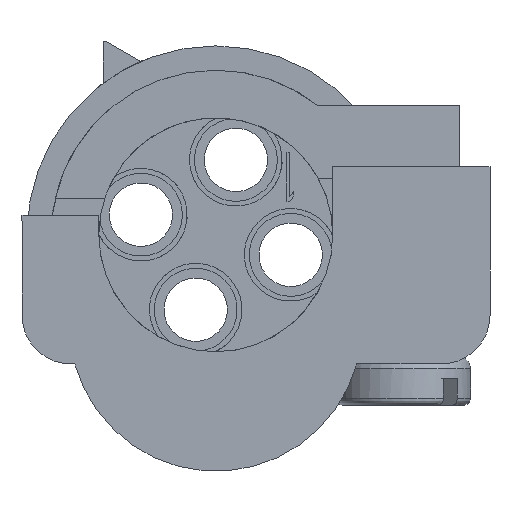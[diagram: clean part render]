
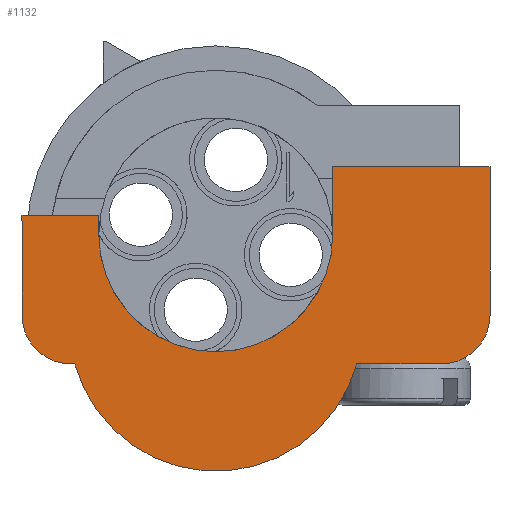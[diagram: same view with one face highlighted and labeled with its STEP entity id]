
A CAD part, front view. The second image highlights one B-rep face of the part: STEP entity #1132.
In plain terms, the highlighted planar face has unit normal (0, -1, 0).
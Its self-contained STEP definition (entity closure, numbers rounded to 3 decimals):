
#928=CIRCLE('',#4729,6.);
#945=CIRCLE('',#4759,2.);
#947=CIRCLE('',#4765,2.);
#949=CIRCLE('',#4769,4.8);
#1132=ADVANCED_FACE('',(#1517),#1350,.T.);
#1350=PLANE('',#4770);
#1517=FACE_OUTER_BOUND('',#1697,.T.);
#1697=EDGE_LOOP('',(#2101,#2102,#2103,#2104,#2105,#2106,#2107,#2108,#2109,
#2110,#2111,#2112));
#2101=ORIENTED_EDGE('',*,*,#3515,.T.);
#2102=ORIENTED_EDGE('',*,*,#3514,.T.);
#2103=ORIENTED_EDGE('',*,*,#3509,.T.);
#2104=ORIENTED_EDGE('',*,*,#3508,.T.);
#2105=ORIENTED_EDGE('',*,*,#3456,.T.);
#2106=ORIENTED_EDGE('',*,*,#3501,.T.);
#2107=ORIENTED_EDGE('',*,*,#3499,.T.);
#2108=ORIENTED_EDGE('',*,*,#3462,.T.);
#2109=ORIENTED_EDGE('',*,*,#3516,.T.);
#2110=ORIENTED_EDGE('',*,*,#3517,.T.);
#2111=ORIENTED_EDGE('',*,*,#3518,.T.);
#2112=ORIENTED_EDGE('',*,*,#3444,.T.);
#3061=VERTEX_POINT('',#6337);
#3062=VERTEX_POINT('',#6339);
#3071=VERTEX_POINT('',#6364);
#3072=VERTEX_POINT('',#6365);
#3073=VERTEX_POINT('',#6370);
#3076=VERTEX_POINT('',#6375);
#3103=VERTEX_POINT('',#6549);
#3106=VERTEX_POINT('',#6562);
#3108=VERTEX_POINT('',#6568);
#3110=VERTEX_POINT('',#6574);
#3112=VERTEX_POINT('',#6581);
#3113=VERTEX_POINT('',#6583);
#3444=EDGE_CURVE('',#3062,#3061,#3987,.T.);
#3456=EDGE_CURVE('',#3071,#3072,#928,.T.);
#3462=EDGE_CURVE('',#3073,#3076,#4000,.T.);
#3499=EDGE_CURVE('',#3103,#3073,#945,.T.);
#3501=EDGE_CURVE('',#3072,#3103,#4018,.T.);
#3508=EDGE_CURVE('',#3106,#3071,#4024,.T.);
#3509=EDGE_CURVE('',#3108,#3106,#947,.T.);
#3514=EDGE_CURVE('',#3110,#3108,#4028,.T.);
#3515=EDGE_CURVE('',#3061,#3110,#4029,.T.);
#3516=EDGE_CURVE('',#3076,#3112,#4030,.T.);
#3517=EDGE_CURVE('',#3112,#3113,#4031,.T.);
#3518=EDGE_CURVE('',#3113,#3062,#949,.T.);
#3987=LINE('',#6338,#4290);
#4000=LINE('',#6376,#4303);
#4018=LINE('',#6552,#4321);
#4024=LINE('',#6565,#4327);
#4028=LINE('',#6577,#4331);
#4029=LINE('',#6579,#4332);
#4030=LINE('',#6580,#4333);
#4031=LINE('',#6582,#4334);
#4290=VECTOR('',#5164,1.);
#4303=VECTOR('',#5197,1.);
#4321=VECTOR('',#5275,1.);
#4327=VECTOR('',#5287,1.);
#4331=VECTOR('',#5299,1.);
#4332=VECTOR('',#5302,1.);
#4333=VECTOR('',#5303,1.);
#4334=VECTOR('',#5304,1.);
#4729=AXIS2_PLACEMENT_3D('',#6363,#5188,#5189);
#4759=AXIS2_PLACEMENT_3D('',#6548,#5270,#5271);
#4765=AXIS2_PLACEMENT_3D('',#6567,#5290,#5291);
#4769=AXIS2_PLACEMENT_3D('',#6584,#5305,#5306);
#4770=AXIS2_PLACEMENT_3D('',#6585,#5307,#5308);
#5164=DIRECTION('',(0.,0.,1.));
#5188=DIRECTION('',(0.,-1.,0.));
#5189=DIRECTION('',(-0.964,0.,-0.267));
#5197=DIRECTION('',(0.,0.,1.));
#5270=DIRECTION('',(0.,-1.,0.));
#5271=DIRECTION('',(0.,0.,-1.));
#5275=DIRECTION('',(1.,0.,0.));
#5287=DIRECTION('',(1.,0.,0.));
#5290=DIRECTION('',(0.,-1.,0.));
#5291=DIRECTION('',(-1.,0.,0.));
#5299=DIRECTION('',(0.,0.,-1.));
#5302=DIRECTION('',(-1.,0.,0.));
#5303=DIRECTION('',(-1.,0.,0.));
#5304=DIRECTION('',(0.,0.,-1.));
#5305=DIRECTION('',(0.,1.,0.));
#5306=DIRECTION('',(1.,0.,0.));
#5307=DIRECTION('',(0.,-1.,0.));
#5308=DIRECTION('',(1.,0.,0.));
#6337=CARTESIAN_POINT('',(-4.8,-46.2,0.8));
#6338=CARTESIAN_POINT('',(-4.8,-46.2,0.));
#6339=CARTESIAN_POINT('',(-4.8,-46.2,0.));
#6363=CARTESIAN_POINT('',(0.,-46.2,-3.7));
#6364=CARTESIAN_POINT('',(-5.783,-46.2,-5.3));
#6365=CARTESIAN_POINT('',(5.783,-46.2,-5.3));
#6370=CARTESIAN_POINT('',(11.25,-46.2,-3.3));
#6375=CARTESIAN_POINT('',(11.25,-46.2,2.8));
#6376=CARTESIAN_POINT('',(11.25,-46.2,-3.3));
#6548=CARTESIAN_POINT('',(9.25,-46.2,-3.3));
#6549=CARTESIAN_POINT('',(9.25,-46.2,-5.3));
#6552=CARTESIAN_POINT('',(5.783,-46.2,-5.3));
#6562=CARTESIAN_POINT('',(-5.95,-46.2,-5.3));
#6565=CARTESIAN_POINT('',(-5.95,-46.2,-5.3));
#6567=CARTESIAN_POINT('',(-5.95,-46.2,-3.3));
#6568=CARTESIAN_POINT('',(-7.95,-46.2,-3.3));
#6574=CARTESIAN_POINT('',(-7.95,-46.2,0.8));
#6577=CARTESIAN_POINT('',(-7.95,-46.2,0.8));
#6579=CARTESIAN_POINT('',(-4.8,-46.2,0.8));
#6580=CARTESIAN_POINT('',(11.25,-46.2,2.8));
#6581=CARTESIAN_POINT('',(4.8,-46.2,2.8));
#6582=CARTESIAN_POINT('',(4.8,-46.2,2.8));
#6583=CARTESIAN_POINT('',(4.8,-46.2,0.));
#6584=CARTESIAN_POINT('',(0.,-46.2,0.));
#6585=CARTESIAN_POINT('',(-8.53,-46.2,-9.91));
